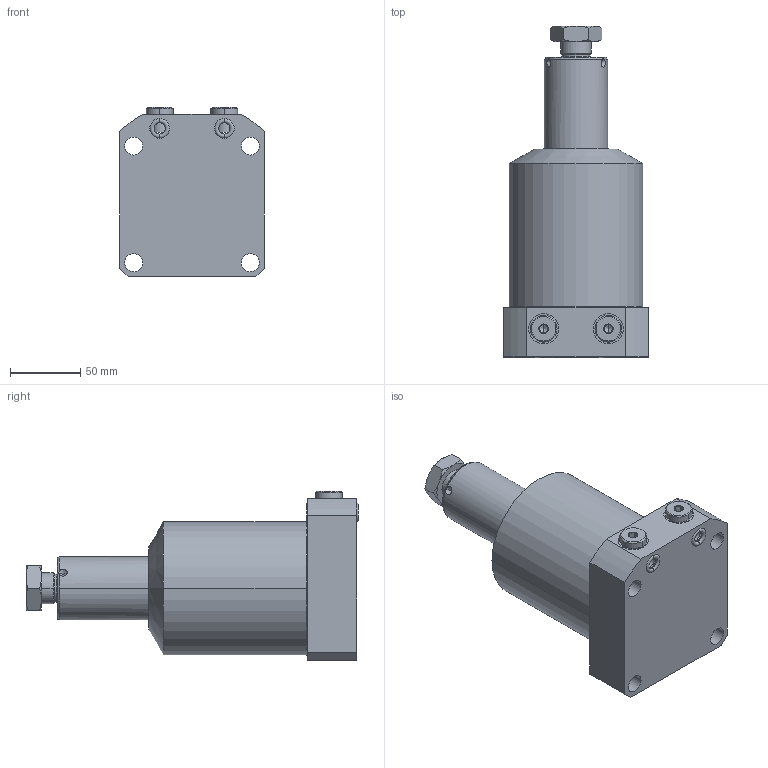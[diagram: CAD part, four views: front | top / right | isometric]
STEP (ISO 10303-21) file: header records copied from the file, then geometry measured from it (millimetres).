
FILE_DESCRIPTION((''),'2;1');
FILE_NAME('ILCML1418000R','2013-07-10T',('QAM'),(''),'PRO/ENGINEER BY PARAMETRIC TECHNOLOGY CORPORATION, 2007460','PRO/ENGINEER BY PARAMETRIC TECHNOLOGY CORPORATION, 2007460','');
FILE_SCHEMA(('AUTOMOTIVE_DESIGN_CC2 { 1 2 10303 214 -1 1 5 2 }'));
Length unit declared in the file: millimetre
Products named in the file (1): ILCML1418000R
Bounding box: 103 x 236.25 x 120.55 mm (x, y, z)
Volume: 1277299.5 mm3; surface area: 92855.6 mm2
Topology: 5 solids, 11 shells, 212 faces, 504 edges, 311 vertices
Faces by surface type: cylinder 64, plane 63, cone 58, torus 27
Entity records: 8055 total; most frequent: CARTESIAN_POINT 1405, DIRECTION 1108, ORIENTED_EDGE 964, PRESENTATION_STYLE_ASSIGNMENT 505, STYLED_ITEM 505, CURVE_STYLE 494, EDGE_CURVE 494, AXIS2_PLACEMENT_3D 463
